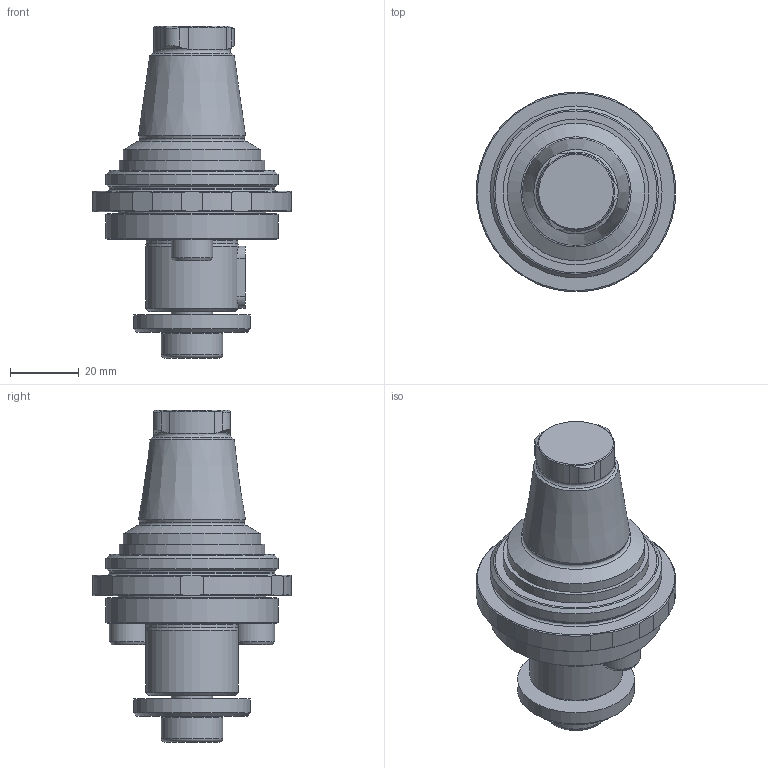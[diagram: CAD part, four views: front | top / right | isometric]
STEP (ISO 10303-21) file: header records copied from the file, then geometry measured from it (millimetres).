
FILE_DESCRIPTION(/* description */ ('Unknown'),/* implementation_level */ '2;1');
FILE_NAME(/* name */ '320232027',/* time_stamp */ '2020-07-23T13:54:48+02:00',/* author */ ('KS'),/* organization */ ('WTO'),/* preprocessor_version */ 'ST-DEVELOPER v16.7',/* originating_system */ 'DEX',/* authorisation */ $);
FILE_SCHEMA (('AUTOMOTIVE_DESIGN {1 0 10303 214 3 1 1}'));
Length unit declared in the file: millimetre
Products named in the file (1): 089200_320232027_vereinfacht_STP_00367799
Bounding box: 57.6 x 57.7 x 96.5 mm (x, y, z)
Volume: 92063.6 mm3; surface area: 17705.2 mm2
Topology: 1 solids, 1 shells, 92 faces, 213 edges, 134 vertices
Faces by surface type: cylinder 35, plane 26, cone 23, torus 8
Full cylindrical faces by diameter (mm): 12 x1, 18 x1, 26.6 x1, 27 x1, 34 x1, 40 x1, 42.4 x1, 43 x1, 48.1 x1, 50 x2
Entity records: 2436 total; most frequent: CARTESIAN_POINT 541, DIRECTION 386, ORIENTED_EDGE 340, AXIS2_PLACEMENT_3D 171, EDGE_CURVE 170, EDGE_LOOP 136, FACE_BOUND 136, VERTEX_POINT 124
